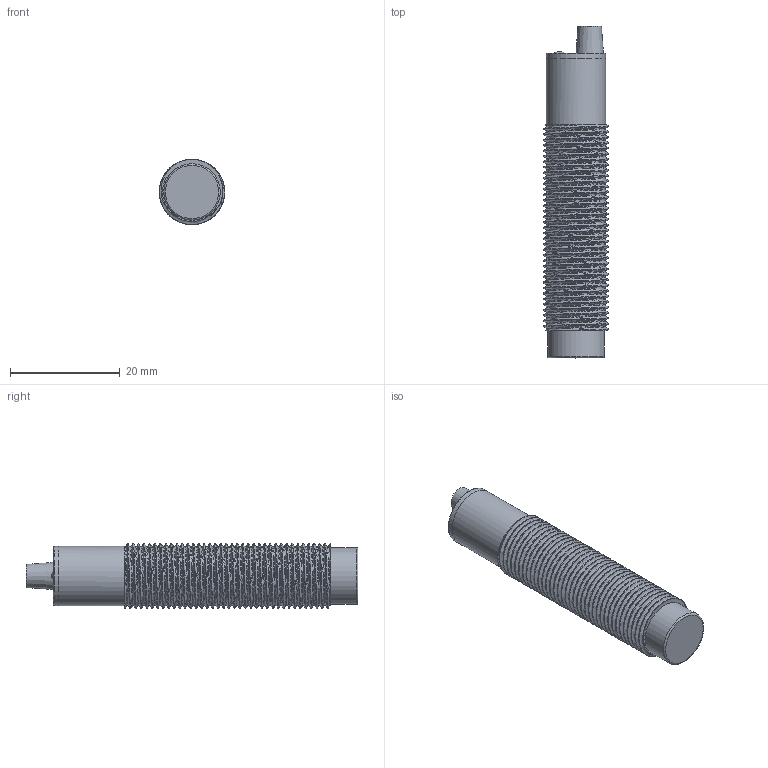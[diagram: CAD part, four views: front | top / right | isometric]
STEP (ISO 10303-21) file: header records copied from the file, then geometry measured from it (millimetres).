
FILE_DESCRIPTION(/* description */ (''),/* implementation_level */ '2;1');
FILE_NAME(/* name */ 'Inductive Proximity Sensor LJ12A3-4-Z_BX.step',/* time_stamp */ '2023-11-18T11:51:46+07:00',/* author */ (''),/* organization */ (''),/* preprocessor_version */ 'ST-DEVELOPER v20',/* originating_system */ 'Autodesk Translation Framework v12.14.0.127',/* authorisation */ '');
FILE_SCHEMA (('AUTOMOTIVE_DESIGN { 1 0 10303 214 3 1 1 }'));
Length unit declared in the file: millimetre
Products named in the file (1): Inductive Proximity Sensor LJ12A3-4-Z/BX
Bounding box: 11.88 x 60.5 x 11.88 mm (x, y, z)
Volume: 5446 mm3; surface area: 3431.9 mm2
Topology: 4 solids, 4 shells, 97 faces, 262 edges, 174 vertices
Faces by surface type: cylinder 80, plane 11, bspline 3, torus 2, cone 1
Full cylindrical faces by diameter (mm): 10.3 x1, 10.741 x36, 10.8 x2, 11.884 x37
Entity records: 11248 total; most frequent: CARTESIAN_POINT 9058, ORIENTED_EDGE 524, DIRECTION 315, EDGE_CURVE 262, VERTEX_POINT 174, B_SPLINE_CURVE_WITH_KNOTS 160, AXIS2_PLACEMENT_3D 118, EDGE_LOOP 98
